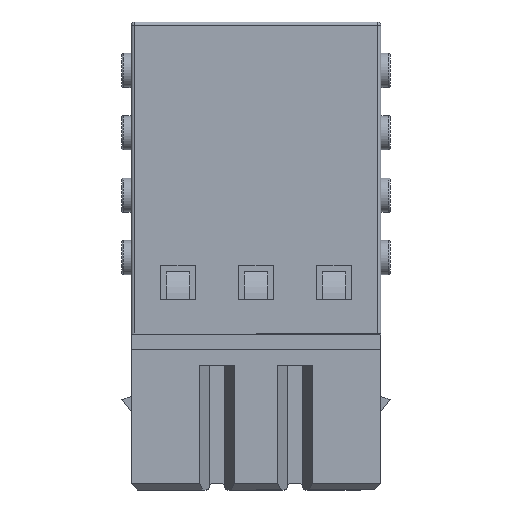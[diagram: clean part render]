
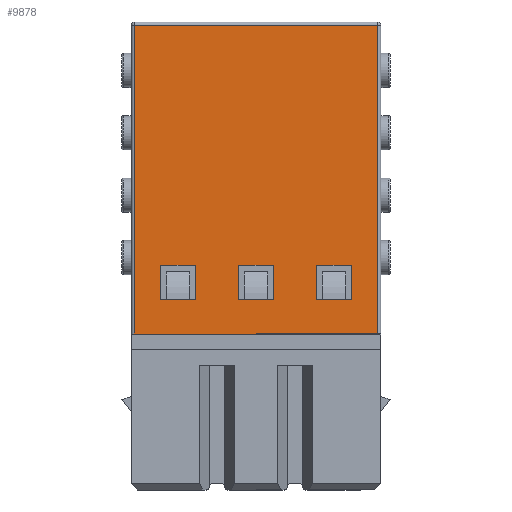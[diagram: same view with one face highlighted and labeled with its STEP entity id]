
A CAD part, front view. The second image highlights one B-rep face of the part: STEP entity #9878.
In plain terms, the highlighted planar face has unit normal (0, -1, 0).
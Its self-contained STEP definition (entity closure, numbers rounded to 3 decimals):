
#684=ORIENTED_EDGE('',*,*,#3412,.F.);
#685=ORIENTED_EDGE('',*,*,#3584,.T.);
#686=ORIENTED_EDGE('',*,*,#3585,.T.);
#687=ORIENTED_EDGE('',*,*,#3586,.T.);
#688=ORIENTED_EDGE('',*,*,#3587,.T.);
#689=ORIENTED_EDGE('',*,*,#3588,.T.);
#690=ORIENTED_EDGE('',*,*,#3589,.T.);
#691=ORIENTED_EDGE('',*,*,#3590,.T.);
#692=ORIENTED_EDGE('',*,*,#3591,.T.);
#693=ORIENTED_EDGE('',*,*,#3592,.T.);
#694=ORIENTED_EDGE('',*,*,#3593,.T.);
#695=ORIENTED_EDGE('',*,*,#3594,.T.);
#696=ORIENTED_EDGE('',*,*,#3595,.T.);
#697=ORIENTED_EDGE('',*,*,#3596,.T.);
#698=ORIENTED_EDGE('',*,*,#3597,.T.);
#699=ORIENTED_EDGE('',*,*,#3598,.T.);
#3412=EDGE_CURVE('',#4873,#4874,#5787,.T.);
#3584=EDGE_CURVE('',#4873,#5028,#5945,.F.);
#3585=EDGE_CURVE('',#5028,#5029,#5946,.T.);
#3586=EDGE_CURVE('',#5029,#4874,#5947,.T.);
#3587=EDGE_CURVE('',#5030,#5031,#5948,.T.);
#3588=EDGE_CURVE('',#5031,#5032,#5949,.T.);
#3589=EDGE_CURVE('',#5032,#5033,#5950,.T.);
#3590=EDGE_CURVE('',#5033,#5030,#5951,.T.);
#3591=EDGE_CURVE('',#5034,#5035,#5952,.T.);
#3592=EDGE_CURVE('',#5035,#5036,#5953,.T.);
#3593=EDGE_CURVE('',#5036,#5037,#5954,.T.);
#3594=EDGE_CURVE('',#5037,#5034,#5955,.T.);
#3595=EDGE_CURVE('',#5038,#5039,#5956,.T.);
#3596=EDGE_CURVE('',#5039,#5040,#5957,.T.);
#3597=EDGE_CURVE('',#5040,#5041,#5958,.T.);
#3598=EDGE_CURVE('',#5041,#5038,#5959,.T.);
#4873=VERTEX_POINT('',#14197);
#4874=VERTEX_POINT('',#14199);
#5028=VERTEX_POINT('',#14538);
#5029=VERTEX_POINT('',#14540);
#5030=VERTEX_POINT('',#14543);
#5031=VERTEX_POINT('',#14544);
#5032=VERTEX_POINT('',#14546);
#5033=VERTEX_POINT('',#14548);
#5034=VERTEX_POINT('',#14551);
#5035=VERTEX_POINT('',#14552);
#5036=VERTEX_POINT('',#14554);
#5037=VERTEX_POINT('',#14556);
#5038=VERTEX_POINT('',#14559);
#5039=VERTEX_POINT('',#14560);
#5040=VERTEX_POINT('',#14562);
#5041=VERTEX_POINT('',#14564);
#5787=LINE('',#14198,#6971);
#5945=LINE('',#14537,#7129);
#5946=LINE('',#14539,#7130);
#5947=LINE('',#14541,#7131);
#5948=LINE('',#14542,#7132);
#5949=LINE('',#14545,#7133);
#5950=LINE('',#14547,#7134);
#5951=LINE('',#14549,#7135);
#5952=LINE('',#14550,#7136);
#5953=LINE('',#14553,#7137);
#5954=LINE('',#14555,#7138);
#5955=LINE('',#14557,#7139);
#5956=LINE('',#14558,#7140);
#5957=LINE('',#14561,#7141);
#5958=LINE('',#14563,#7142);
#5959=LINE('',#14565,#7143);
#6971=VECTOR('',#11338,1000.);
#7129=VECTOR('',#11550,1000.);
#7130=VECTOR('',#11551,1000.);
#7131=VECTOR('',#11552,1000.);
#7132=VECTOR('',#11553,1000.);
#7133=VECTOR('',#11554,1000.);
#7134=VECTOR('',#11555,1000.);
#7135=VECTOR('',#11556,1000.);
#7136=VECTOR('',#11557,1000.);
#7137=VECTOR('',#11558,1000.);
#7138=VECTOR('',#11559,1000.);
#7139=VECTOR('',#11560,1000.);
#7140=VECTOR('',#11561,1000.);
#7141=VECTOR('',#11562,1000.);
#7142=VECTOR('',#11563,1000.);
#7143=VECTOR('',#11564,1000.);
#8189=EDGE_LOOP('',(#684,#685,#686,#687));
#8190=EDGE_LOOP('',(#688,#689,#690,#691));
#8191=EDGE_LOOP('',(#692,#693,#694,#695));
#8192=EDGE_LOOP('',(#696,#697,#698,#699));
#8833=FACE_BOUND('',#8189,.T.);
#8834=FACE_BOUND('',#8190,.T.);
#8835=FACE_BOUND('',#8191,.T.);
#8836=FACE_BOUND('',#8192,.T.);
#9453=PLANE('',#10522);
#9878=ADVANCED_FACE('',(#8833,#8834,#8835,#8836),#9453,.T.);
#10522=AXIS2_PLACEMENT_3D('',#14536,#11548,#11549);
#11338=DIRECTION('',(-1.,0.,0.));
#11548=DIRECTION('',(0.,-1.,0.));
#11549=DIRECTION('',(0.,0.,-1.));
#11550=DIRECTION('',(0.,0.,-1.));
#11551=DIRECTION('',(-1.,0.,0.));
#11552=DIRECTION('',(0.,0.,-1.));
#11553=DIRECTION('',(-1.,0.,0.));
#11554=DIRECTION('',(0.,0.,1.));
#11555=DIRECTION('',(1.,0.,0.));
#11556=DIRECTION('',(0.,0.,-1.));
#11557=DIRECTION('',(-1.,0.,0.));
#11558=DIRECTION('',(0.,0.,1.));
#11559=DIRECTION('',(1.,0.,0.));
#11560=DIRECTION('',(0.,0.,-1.));
#11561=DIRECTION('',(-1.,0.,0.));
#11562=DIRECTION('',(0.,0.,1.));
#11563=DIRECTION('',(1.,0.,0.));
#11564=DIRECTION('',(0.,0.,-1.));
#14197=CARTESIAN_POINT('',(3.9,-2.5,0.));
#14198=CARTESIAN_POINT('',(4.,-2.5,0.));
#14199=CARTESIAN_POINT('',(-3.9,-2.5,0.));
#14536=CARTESIAN_POINT('',(4.,-2.5,10.));
#14537=CARTESIAN_POINT('',(3.9,-2.5,10.));
#14538=CARTESIAN_POINT('',(3.9,-2.5,9.9));
#14539=CARTESIAN_POINT('',(-4.,-2.5,9.9));
#14540=CARTESIAN_POINT('',(-3.9,-2.5,9.9));
#14541=CARTESIAN_POINT('',(-3.9,-2.5,10.));
#14542=CARTESIAN_POINT('',(-1.95,-2.5,1.1));
#14543=CARTESIAN_POINT('',(-1.95,-2.5,1.1));
#14544=CARTESIAN_POINT('',(-3.05,-2.5,1.1));
#14545=CARTESIAN_POINT('',(-3.05,-2.5,1.1));
#14546=CARTESIAN_POINT('',(-3.05,-2.5,2.2));
#14547=CARTESIAN_POINT('',(-3.05,-2.5,2.2));
#14548=CARTESIAN_POINT('',(-1.95,-2.5,2.2));
#14549=CARTESIAN_POINT('',(-1.95,-2.5,2.2));
#14550=CARTESIAN_POINT('',(0.55,-2.5,1.1));
#14551=CARTESIAN_POINT('',(0.55,-2.5,1.1));
#14552=CARTESIAN_POINT('',(-0.55,-2.5,1.1));
#14553=CARTESIAN_POINT('',(-0.55,-2.5,1.1));
#14554=CARTESIAN_POINT('',(-0.55,-2.5,2.2));
#14555=CARTESIAN_POINT('',(-0.55,-2.5,2.2));
#14556=CARTESIAN_POINT('',(0.55,-2.5,2.2));
#14557=CARTESIAN_POINT('',(0.55,-2.5,2.2));
#14558=CARTESIAN_POINT('',(3.05,-2.5,1.1));
#14559=CARTESIAN_POINT('',(3.05,-2.5,1.1));
#14560=CARTESIAN_POINT('',(1.95,-2.5,1.1));
#14561=CARTESIAN_POINT('',(1.95,-2.5,1.1));
#14562=CARTESIAN_POINT('',(1.95,-2.5,2.2));
#14563=CARTESIAN_POINT('',(1.95,-2.5,2.2));
#14564=CARTESIAN_POINT('',(3.05,-2.5,2.2));
#14565=CARTESIAN_POINT('',(3.05,-2.5,2.2));
